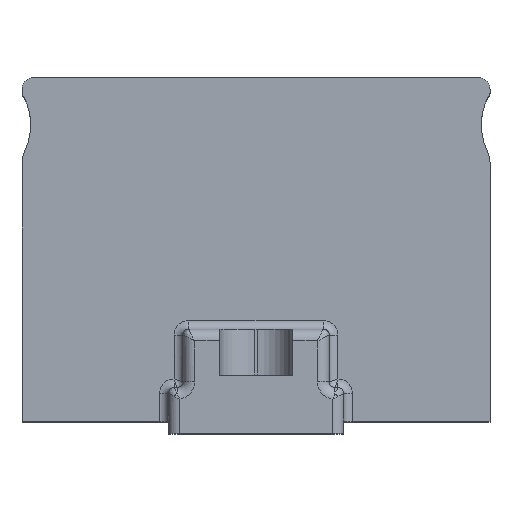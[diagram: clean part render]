
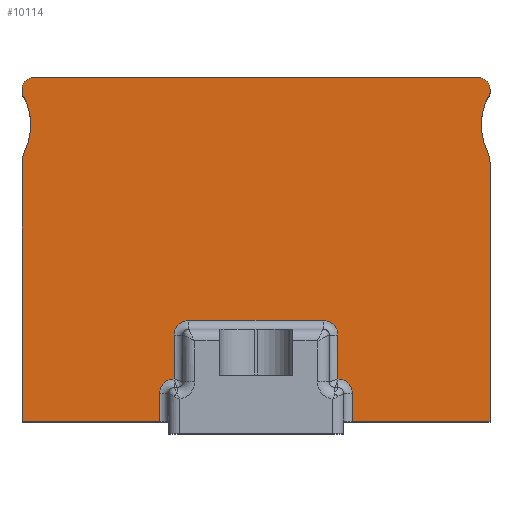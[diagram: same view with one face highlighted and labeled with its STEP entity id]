
A CAD part, top view. The second image highlights one B-rep face of the part: STEP entity #10114.
In plain terms, the highlighted planar face has unit normal (0, 0, 1).
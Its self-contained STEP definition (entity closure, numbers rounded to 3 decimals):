
#1728=CARTESIAN_POINT('',(-48.5,52.8,72.5));
#1729=DIRECTION('',(0.,0.,-1.));
#1730=DIRECTION('',(0.857,0.515,0.));
#1731=AXIS2_PLACEMENT_3D('',#1728,#1729,#1730);
#1733=CARTESIAN_POINT('',(-39.5,58.208,72.5));
#1734=DIRECTION('',(0.,0.,-1.));
#1735=DIRECTION('',(-0.857,-0.515,0.));
#1736=AXIS2_PLACEMENT_3D('',#1733,#1734,#1735);
#1738=DIRECTION('',(0.,1.,0.));
#1739=VECTOR('',#1738,0.592);
#1740=CARTESIAN_POINT('',(-40.,58.208,72.5));
#1741=LINE('',#1740,#1739);
#1742=CARTESIAN_POINT('',(-38.,58.8,72.5));
#1743=DIRECTION('',(0.,0.,-1.));
#1744=DIRECTION('',(-1.,0.,0.));
#1745=AXIS2_PLACEMENT_3D('',#1742,#1743,#1744);
#1747=DIRECTION('',(1.,0.,0.));
#1748=VECTOR('',#1747,76.);
#1749=CARTESIAN_POINT('',(-38.,60.8,72.5));
#1750=LINE('',#1749,#1748);
#1751=CARTESIAN_POINT('',(38.,58.8,72.5));
#1752=DIRECTION('',(0.,0.,-1.));
#1753=DIRECTION('',(0.,1.,0.));
#1754=AXIS2_PLACEMENT_3D('',#1751,#1752,#1753);
#1756=DIRECTION('',(0.,-1.,0.));
#1757=VECTOR('',#1756,0.592);
#1758=CARTESIAN_POINT('',(40.,58.8,72.5));
#1759=LINE('',#1758,#1757);
#1760=CARTESIAN_POINT('',(39.5,58.208,72.5));
#1761=DIRECTION('',(0.,0.,1.));
#1762=DIRECTION('',(0.857,-0.515,0.));
#1763=AXIS2_PLACEMENT_3D('',#1760,#1761,#1762);
#1765=CARTESIAN_POINT('',(48.5,52.8,72.5));
#1766=DIRECTION('',(0.,0.,1.));
#1767=DIRECTION('',(-0.857,0.515,0.));
#1768=AXIS2_PLACEMENT_3D('',#1765,#1766,#1767);
#1770=CARTESIAN_POINT('',(35.,46.262,72.5));
#1771=DIRECTION('',(0.,0.,1.));
#1772=DIRECTION('',(1.,0.,0.));
#1773=AXIS2_PLACEMENT_3D('',#1770,#1771,#1772);
#1775=DIRECTION('',(0.,-1.,0.));
#1776=VECTOR('',#1775,44.262);
#1777=CARTESIAN_POINT('',(40.,46.262,72.5));
#1778=LINE('',#1777,#1776);
#1779=DIRECTION('',(-1.,0.,0.));
#1780=VECTOR('',#1779,23.5);
#1781=CARTESIAN_POINT('',(40.,2.,72.5));
#1782=LINE('',#1781,#1780);
#1783=DIRECTION('',(0.,1.,0.));
#1784=VECTOR('',#1783,4.8);
#1785=CARTESIAN_POINT('',(16.5,2.,72.5));
#1786=LINE('',#1785,#1784);
#1787=CARTESIAN_POINT('',(14.,6.8,72.5));
#1788=DIRECTION('',(0.,0.,1.));
#1789=DIRECTION('',(1.,0.,0.));
#1790=AXIS2_PLACEMENT_3D('',#1787,#1788,#1789);
#1792=DIRECTION('',(0.,1.,0.));
#1793=VECTOR('',#1792,7.5);
#1794=CARTESIAN_POINT('',(14.,9.3,72.5));
#1795=LINE('',#1794,#1793);
#1796=CARTESIAN_POINT('',(11.5,16.8,72.5));
#1797=DIRECTION('',(0.,0.,1.));
#1798=DIRECTION('',(1.,0.,0.));
#1799=AXIS2_PLACEMENT_3D('',#1796,#1797,#1798);
#1801=DIRECTION('',(-1.,0.,0.));
#1802=VECTOR('',#1801,23.);
#1803=CARTESIAN_POINT('',(11.5,19.3,72.5));
#1804=LINE('',#1803,#1802);
#1805=CARTESIAN_POINT('',(-11.5,16.8,72.5));
#1806=DIRECTION('',(0.,0.,1.));
#1807=DIRECTION('',(0.,1.,0.));
#1808=AXIS2_PLACEMENT_3D('',#1805,#1806,#1807);
#1810=DIRECTION('',(0.,-1.,0.));
#1811=VECTOR('',#1810,7.5);
#1812=CARTESIAN_POINT('',(-14.,16.8,72.5));
#1813=LINE('',#1812,#1811);
#1814=CARTESIAN_POINT('',(-14.,6.8,72.5));
#1815=DIRECTION('',(0.,0.,1.));
#1816=DIRECTION('',(0.,1.,0.));
#1817=AXIS2_PLACEMENT_3D('',#1814,#1815,#1816);
#1819=DIRECTION('',(0.,-1.,0.));
#1820=VECTOR('',#1819,4.8);
#1821=CARTESIAN_POINT('',(-16.5,6.8,72.5));
#1822=LINE('',#1821,#1820);
#1823=DIRECTION('',(-1.,0.,0.));
#1824=VECTOR('',#1823,23.5);
#1825=CARTESIAN_POINT('',(-16.5,2.,72.5));
#1826=LINE('',#1825,#1824);
#1827=DIRECTION('',(0.,1.,0.));
#1828=VECTOR('',#1827,44.262);
#1829=CARTESIAN_POINT('',(-40.,2.,72.5));
#1830=LINE('',#1829,#1828);
#1831=CARTESIAN_POINT('',(-35.,46.262,72.5));
#1832=DIRECTION('',(0.,0.,-1.));
#1833=DIRECTION('',(-1.,0.,0.));
#1834=AXIS2_PLACEMENT_3D('',#1831,#1832,#1833);
#6929=CARTESIAN_POINT('',(-38.,60.8,72.5));
#6930=CARTESIAN_POINT('',(38.,60.8,72.5));
#6931=VERTEX_POINT('',#6929);
#6932=VERTEX_POINT('',#6930);
#6937=CARTESIAN_POINT('',(40.,2.,72.5));
#6939=VERTEX_POINT('',#6937);
#6941=CARTESIAN_POINT('',(-40.,2.,72.5));
#6943=VERTEX_POINT('',#6941);
#6993=CARTESIAN_POINT('',(-40.,58.8,72.5));
#6994=VERTEX_POINT('',#6993);
#6995=CARTESIAN_POINT('',(40.,58.8,72.5));
#6996=VERTEX_POINT('',#6995);
#7316=CARTESIAN_POINT('',(16.5,2.,72.5));
#7317=CARTESIAN_POINT('',(16.5,6.8,72.5));
#7318=VERTEX_POINT('',#7316);
#7319=VERTEX_POINT('',#7317);
#7320=CARTESIAN_POINT('',(14.,9.3,72.5));
#7321=VERTEX_POINT('',#7320);
#7325=CARTESIAN_POINT('',(-14.,16.8,72.5));
#7326=CARTESIAN_POINT('',(-14.,9.3,72.5));
#7327=VERTEX_POINT('',#7325);
#7328=VERTEX_POINT('',#7326);
#7331=CARTESIAN_POINT('',(-11.5,19.3,72.5));
#7332=VERTEX_POINT('',#7331);
#7335=CARTESIAN_POINT('',(11.5,19.3,72.5));
#7336=VERTEX_POINT('',#7335);
#7339=CARTESIAN_POINT('',(14.,16.8,72.5));
#7340=VERTEX_POINT('',#7339);
#7345=CARTESIAN_POINT('',(-16.5,6.8,72.5));
#7346=CARTESIAN_POINT('',(-16.5,2.,72.5));
#7347=VERTEX_POINT('',#7345);
#7348=VERTEX_POINT('',#7346);
#7357=CARTESIAN_POINT('',(39.929,57.951,72.5));
#7358=CARTESIAN_POINT('',(39.5,48.441,72.5));
#7359=VERTEX_POINT('',#7357);
#7360=VERTEX_POINT('',#7358);
#7385=CARTESIAN_POINT('',(40.,58.208,72.5));
#7386=VERTEX_POINT('',#7385);
#7387=CARTESIAN_POINT('',(40.,46.262,72.5));
#7388=VERTEX_POINT('',#7387);
#7425=CARTESIAN_POINT('',(-39.929,57.951,72.5));
#7426=CARTESIAN_POINT('',(-39.5,48.441,72.5));
#7427=VERTEX_POINT('',#7425);
#7428=VERTEX_POINT('',#7426);
#7453=CARTESIAN_POINT('',(-40.,46.262,72.5));
#7454=VERTEX_POINT('',#7453);
#7455=CARTESIAN_POINT('',(-40.,58.208,72.5));
#7456=VERTEX_POINT('',#7455);
#10060=CARTESIAN_POINT('',(0.,0.,72.5));
#10061=DIRECTION('',(0.,0.,1.));
#10062=DIRECTION('',(1.,0.,0.));
#10063=AXIS2_PLACEMENT_3D('',#10060,#10061,#10062);
#10064=PLANE('',#10063);
#10066=ORIENTED_EDGE('',*,*,#10065,.F.);
#10068=ORIENTED_EDGE('',*,*,#10067,.T.);
#10070=ORIENTED_EDGE('',*,*,#10069,.T.);
#10072=ORIENTED_EDGE('',*,*,#10071,.T.);
#10074=ORIENTED_EDGE('',*,*,#10073,.T.);
#10076=ORIENTED_EDGE('',*,*,#10075,.T.);
#10078=ORIENTED_EDGE('',*,*,#10077,.T.);
#10080=ORIENTED_EDGE('',*,*,#10079,.F.);
#10082=ORIENTED_EDGE('',*,*,#10081,.T.);
#10084=ORIENTED_EDGE('',*,*,#10083,.F.);
#10086=ORIENTED_EDGE('',*,*,#10085,.T.);
#10088=ORIENTED_EDGE('',*,*,#10087,.T.);
#10090=ORIENTED_EDGE('',*,*,#10089,.T.);
#10092=ORIENTED_EDGE('',*,*,#10091,.T.);
#10094=ORIENTED_EDGE('',*,*,#10093,.T.);
#10096=ORIENTED_EDGE('',*,*,#10095,.T.);
#10098=ORIENTED_EDGE('',*,*,#10097,.T.);
#10100=ORIENTED_EDGE('',*,*,#10099,.T.);
#10102=ORIENTED_EDGE('',*,*,#10101,.T.);
#10103=ORIENTED_EDGE('',*,*,#10050,.T.);
#10105=ORIENTED_EDGE('',*,*,#10104,.T.);
#10107=ORIENTED_EDGE('',*,*,#10106,.T.);
#10109=ORIENTED_EDGE('',*,*,#10108,.T.);
#10111=ORIENTED_EDGE('',*,*,#10110,.T.);
#10112=EDGE_LOOP('',(#10066,#10068,#10070,#10072,#10074,#10076,#10078,#10080,
#10082,#10084,#10086,#10088,#10090,#10092,#10094,#10096,#10098,#10100,#10102,
#10103,#10105,#10107,#10109,#10111));
#10113=FACE_OUTER_BOUND('',#10112,.F.);
#10114=ADVANCED_FACE('',(#10113),#10064,.T.);
#1732=CIRCLE('',#1731,10.);
#1737=CIRCLE('',#1736,0.5);
#1746=CIRCLE('',#1745,2.);
#1755=CIRCLE('',#1754,2.);
#1764=CIRCLE('',#1763,0.5);
#1769=CIRCLE('',#1768,10.);
#1774=CIRCLE('',#1773,5.);
#1791=CIRCLE('',#1790,2.5);
#1800=CIRCLE('',#1799,2.5);
#1809=CIRCLE('',#1808,2.5);
#1818=CIRCLE('',#1817,2.5);
#1835=CIRCLE('',#1834,5.);
#10050=EDGE_CURVE('',#7328,#7347,#1818,.T.);
#10065=EDGE_CURVE('',#7427,#7428,#1732,.T.);
#10067=EDGE_CURVE('',#7427,#7456,#1737,.T.);
#10069=EDGE_CURVE('',#7456,#6994,#1741,.T.);
#10071=EDGE_CURVE('',#6994,#6931,#1746,.T.);
#10073=EDGE_CURVE('',#6931,#6932,#1750,.T.);
#10075=EDGE_CURVE('',#6932,#6996,#1755,.T.);
#10077=EDGE_CURVE('',#6996,#7386,#1759,.T.);
#10079=EDGE_CURVE('',#7359,#7386,#1764,.T.);
#10081=EDGE_CURVE('',#7359,#7360,#1769,.T.);
#10083=EDGE_CURVE('',#7388,#7360,#1774,.T.);
#10085=EDGE_CURVE('',#7388,#6939,#1778,.T.);
#10087=EDGE_CURVE('',#6939,#7318,#1782,.T.);
#10089=EDGE_CURVE('',#7318,#7319,#1786,.T.);
#10091=EDGE_CURVE('',#7319,#7321,#1791,.T.);
#10093=EDGE_CURVE('',#7321,#7340,#1795,.T.);
#10095=EDGE_CURVE('',#7340,#7336,#1800,.T.);
#10097=EDGE_CURVE('',#7336,#7332,#1804,.T.);
#10099=EDGE_CURVE('',#7332,#7327,#1809,.T.);
#10101=EDGE_CURVE('',#7327,#7328,#1813,.T.);
#10104=EDGE_CURVE('',#7347,#7348,#1822,.T.);
#10106=EDGE_CURVE('',#7348,#6943,#1826,.T.);
#10108=EDGE_CURVE('',#6943,#7454,#1830,.T.);
#10110=EDGE_CURVE('',#7454,#7428,#1835,.T.);
